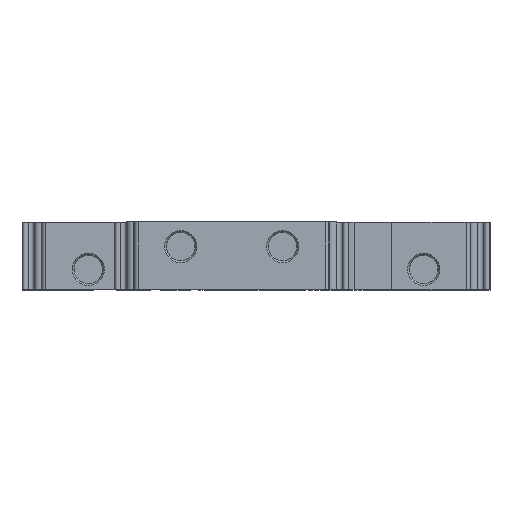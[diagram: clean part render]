
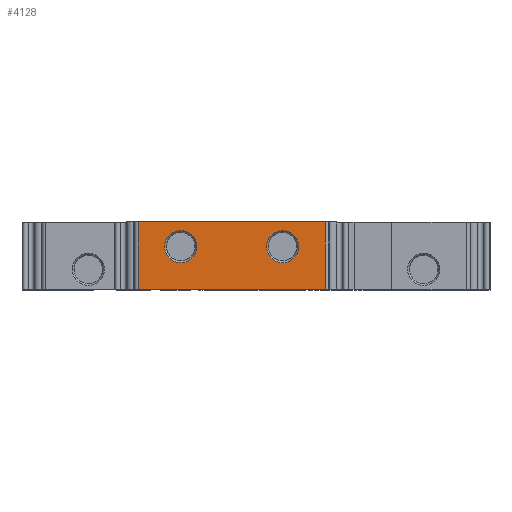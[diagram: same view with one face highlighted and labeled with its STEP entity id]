
A CAD part, top view. The second image highlights one B-rep face of the part: STEP entity #4128.
In plain terms, the highlighted planar face has unit normal (0, 0, 1).
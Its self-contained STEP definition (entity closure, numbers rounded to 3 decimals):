
#257=CIRCLE('',#4518,2.15);
#258=CIRCLE('',#4519,2.15);
#699=ORIENTED_EDGE('',*,*,#1929,.T.);
#700=ORIENTED_EDGE('',*,*,#1930,.T.);
#701=ORIENTED_EDGE('',*,*,#1728,.T.);
#702=ORIENTED_EDGE('',*,*,#1931,.F.);
#703=ORIENTED_EDGE('',*,*,#1688,.T.);
#704=ORIENTED_EDGE('',*,*,#1932,.T.);
#1688=EDGE_CURVE('',#2308,#2307,#2673,.T.);
#1728=EDGE_CURVE('',#2346,#2347,#2693,.T.);
#1929=EDGE_CURVE('',#2540,#2540,#257,.T.);
#1930=EDGE_CURVE('',#2307,#2346,#2822,.T.);
#1931=EDGE_CURVE('',#2308,#2347,#2823,.T.);
#1932=EDGE_CURVE('',#2541,#2541,#258,.T.);
#2307=VERTEX_POINT('',#6341);
#2308=VERTEX_POINT('',#6343);
#2346=VERTEX_POINT('',#6422);
#2347=VERTEX_POINT('',#6423);
#2540=VERTEX_POINT('',#6821);
#2541=VERTEX_POINT('',#6825);
#2673=LINE('',#6342,#3128);
#2693=LINE('',#6421,#3148);
#2822=LINE('',#6822,#3277);
#2823=LINE('',#6823,#3278);
#3128=VECTOR('',#4995,1000.);
#3148=VECTOR('',#5057,1000.);
#3277=VECTOR('',#5340,1000.);
#3278=VECTOR('',#5341,1000.);
#3489=EDGE_LOOP('',(#699));
#3490=EDGE_LOOP('',(#700,#701,#702,#703));
#3491=EDGE_LOOP('',(#704));
#3744=FACE_BOUND('',#3489,.T.);
#3745=FACE_BOUND('',#3490,.T.);
#3746=FACE_BOUND('',#3491,.T.);
#3988=PLANE('',#4517);
#4128=ADVANCED_FACE('',(#3744,#3745,#3746),#3988,.T.);
#4517=AXIS2_PLACEMENT_3D('',#6819,#5336,#5337);
#4518=AXIS2_PLACEMENT_3D('',#6820,#5338,#5339);
#4519=AXIS2_PLACEMENT_3D('',#6824,#5342,#5343);
#4995=DIRECTION('',(-1.,0.,0.));
#5057=DIRECTION('',(1.,0.,0.));
#5336=DIRECTION('',(0.,0.,1.));
#5337=DIRECTION('',(1.,0.,0.));
#5338=DIRECTION('',(0.,0.,-1.));
#5339=DIRECTION('',(0.,1.,0.));
#5340=DIRECTION('',(0.,-1.,0.));
#5341=DIRECTION('',(0.,-1.,0.));
#5342=DIRECTION('',(0.,0.,-1.));
#5343=DIRECTION('',(0.,1.,0.));
#6341=CARTESIAN_POINT('',(-15.751,9.,32.7));
#6342=CARTESIAN_POINT('',(9.251,9.,32.7));
#6343=CARTESIAN_POINT('',(9.251,9.,32.7));
#6421=CARTESIAN_POINT('',(9.251,0.,32.7));
#6422=CARTESIAN_POINT('',(-15.751,0.,32.7));
#6423=CARTESIAN_POINT('',(9.251,0.,32.7));
#6819=CARTESIAN_POINT('',(-15.751,9.,32.7));
#6820=CARTESIAN_POINT('',(-10.05,5.7,32.7));
#6821=CARTESIAN_POINT('',(-10.05,7.85,32.7));
#6822=CARTESIAN_POINT('',(-15.751,9.,32.7));
#6823=CARTESIAN_POINT('',(9.251,9.,32.7));
#6824=CARTESIAN_POINT('',(3.55,5.7,32.7));
#6825=CARTESIAN_POINT('',(3.55,7.85,32.7));
